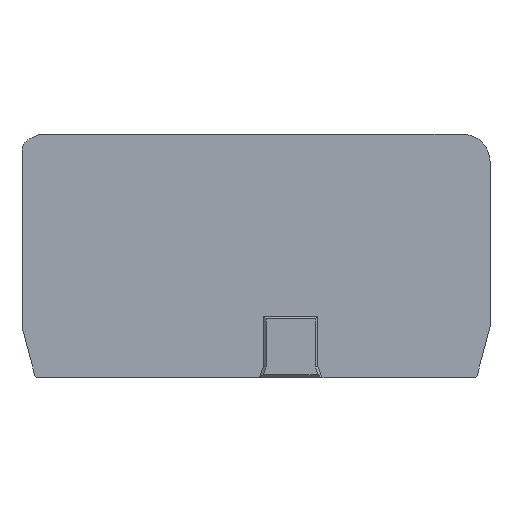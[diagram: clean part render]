
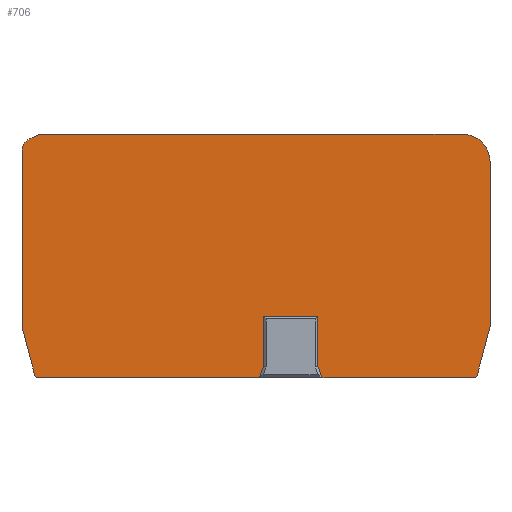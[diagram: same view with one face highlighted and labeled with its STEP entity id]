
A CAD part, front view. The second image highlights one B-rep face of the part: STEP entity #706.
In plain terms, the highlighted planar face has unit normal (0, -1, 0).
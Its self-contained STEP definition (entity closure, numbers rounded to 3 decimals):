
#1=DIRECTION('',(0.,0.,-1.));
#2=VECTOR('',#1,26.099);
#3=CARTESIAN_POINT('',(-34.45,-2.2,15.875));
#4=LINE('',#3,#2);
#5=CARTESIAN_POINT('',(-32.45,-2.2,15.875));
#6=DIRECTION('',(0.,-1.,0.));
#7=DIRECTION('',(-0.422,0.,0.906));
#8=AXIS2_PLACEMENT_3D('',#5,#6,#7);
#10=DIRECTION('',(-0.906,0.,-0.422));
#11=VECTOR('',#10,1.456);
#12=CARTESIAN_POINT('',(-31.974,-2.2,18.303));
#13=LINE('',#12,#11);
#14=CARTESIAN_POINT('',(-31.763,-2.2,17.85));
#15=DIRECTION('',(0.,-1.,0.));
#16=DIRECTION('',(0.,0.,1.));
#17=AXIS2_PLACEMENT_3D('',#14,#15,#16);
#19=DIRECTION('',(-1.,0.,0.));
#20=VECTOR('',#19,62.813);
#21=CARTESIAN_POINT('',(31.05,-2.2,18.35));
#22=LINE('',#21,#20);
#23=CARTESIAN_POINT('',(31.05,-2.2,14.35));
#24=DIRECTION('',(0.,-1.,0.));
#25=DIRECTION('',(1.,0.,0.));
#26=AXIS2_PLACEMENT_3D('',#23,#24,#25);
#28=DIRECTION('',(0.,0.,1.));
#29=VECTOR('',#28,24.573);
#30=CARTESIAN_POINT('',(35.05,-2.2,-10.223));
#31=LINE('',#30,#29);
#32=CARTESIAN_POINT('',(34.55,-2.2,-10.223));
#33=DIRECTION('',(0.,-1.,0.));
#34=DIRECTION('',(0.966,0.,-0.259));
#35=AXIS2_PLACEMENT_3D('',#32,#33,#34);
#37=DIRECTION('',(0.259,0.,0.966));
#38=VECTOR('',#37,7.274);
#39=CARTESIAN_POINT('',(33.15,-2.2,-17.379));
#40=LINE('',#39,#38);
#41=CARTESIAN_POINT('',(32.667,-2.2,-17.25));
#42=DIRECTION('',(0.,-1.,0.));
#43=DIRECTION('',(0.,0.,-1.));
#44=AXIS2_PLACEMENT_3D('',#41,#42,#43);
#46=DIRECTION('',(1.,0.,0.));
#47=VECTOR('',#46,22.567);
#48=CARTESIAN_POINT('',(10.1,-2.2,-17.75));
#49=LINE('',#48,#47);
#50=DIRECTION('',(0.342,0.,-0.94));
#51=VECTOR('',#50,1.756);
#52=CARTESIAN_POINT('',(9.5,-2.2,-16.1));
#53=LINE('',#52,#51);
#54=DIRECTION('',(0.,0.,-1.));
#55=VECTOR('',#54,7.45);
#56=CARTESIAN_POINT('',(9.5,-2.2,-8.65));
#57=LINE('',#56,#55);
#58=DIRECTION('',(1.,0.,0.));
#59=VECTOR('',#58,8.1);
#60=CARTESIAN_POINT('',(1.4,-2.2,-8.65));
#61=LINE('',#60,#59);
#62=DIRECTION('',(0.,0.,1.));
#63=VECTOR('',#62,7.45);
#64=CARTESIAN_POINT('',(1.4,-2.2,-16.1));
#65=LINE('',#64,#63);
#66=DIRECTION('',(0.342,0.,0.94));
#67=VECTOR('',#66,1.756);
#68=CARTESIAN_POINT('',(0.8,-2.2,-17.75));
#69=LINE('',#68,#67);
#70=DIRECTION('',(1.,0.,0.));
#71=VECTOR('',#70,32.867);
#72=CARTESIAN_POINT('',(-32.067,-2.2,-17.75));
#73=LINE('',#72,#71);
#74=CARTESIAN_POINT('',(-32.067,-2.2,-17.25));
#75=DIRECTION('',(0.,-1.,0.));
#76=DIRECTION('',(-0.966,0.,-0.259));
#77=AXIS2_PLACEMENT_3D('',#74,#75,#76);
#79=DIRECTION('',(0.259,0.,-0.966));
#80=VECTOR('',#79,7.274);
#81=CARTESIAN_POINT('',(-34.433,-2.2,-10.353));
#82=LINE('',#81,#80);
#83=CARTESIAN_POINT('',(-33.95,-2.2,-10.223));
#84=DIRECTION('',(0.,-1.,0.));
#85=DIRECTION('',(-1.,0.,0.));
#86=AXIS2_PLACEMENT_3D('',#83,#84,#85);
#507=CARTESIAN_POINT('',(-34.45,-2.2,15.875));
#508=CARTESIAN_POINT('',(-34.45,-2.2,-10.223));
#509=VERTEX_POINT('',#507);
#510=VERTEX_POINT('',#508);
#511=CARTESIAN_POINT('',(-34.433,-2.2,-10.353));
#512=VERTEX_POINT('',#511);
#513=CARTESIAN_POINT('',(-32.55,-2.2,-17.379));
#514=VERTEX_POINT('',#513);
#515=CARTESIAN_POINT('',(-32.067,-2.2,-17.75));
#516=VERTEX_POINT('',#515);
#517=CARTESIAN_POINT('',(0.8,-2.2,-17.75));
#518=VERTEX_POINT('',#517);
#519=CARTESIAN_POINT('',(1.4,-2.2,-16.1));
#520=VERTEX_POINT('',#519);
#521=CARTESIAN_POINT('',(1.4,-2.2,-8.65));
#522=VERTEX_POINT('',#521);
#523=CARTESIAN_POINT('',(9.5,-2.2,-8.65));
#524=VERTEX_POINT('',#523);
#525=CARTESIAN_POINT('',(9.5,-2.2,-16.1));
#526=VERTEX_POINT('',#525);
#527=CARTESIAN_POINT('',(10.1,-2.2,-17.75));
#528=VERTEX_POINT('',#527);
#529=CARTESIAN_POINT('',(32.667,-2.2,-17.75));
#530=VERTEX_POINT('',#529);
#531=CARTESIAN_POINT('',(33.15,-2.2,-17.379));
#532=VERTEX_POINT('',#531);
#533=CARTESIAN_POINT('',(35.033,-2.2,-10.353));
#534=VERTEX_POINT('',#533);
#535=CARTESIAN_POINT('',(35.05,-2.2,-10.223));
#536=VERTEX_POINT('',#535);
#537=CARTESIAN_POINT('',(35.05,-2.2,14.35));
#538=VERTEX_POINT('',#537);
#539=CARTESIAN_POINT('',(31.05,-2.2,18.35));
#540=VERTEX_POINT('',#539);
#541=CARTESIAN_POINT('',(-31.763,-2.2,18.35));
#542=VERTEX_POINT('',#541);
#543=CARTESIAN_POINT('',(-31.974,-2.2,18.303));
#544=VERTEX_POINT('',#543);
#545=CARTESIAN_POINT('',(-33.294,-2.2,17.688));
#546=VERTEX_POINT('',#545);
#659=CARTESIAN_POINT('',(0.,-2.2,0.));
#660=DIRECTION('',(0.,1.,0.));
#661=DIRECTION('',(1.,0.,0.));
#662=AXIS2_PLACEMENT_3D('',#659,#660,#661);
#663=PLANE('',#662);
#665=ORIENTED_EDGE('',*,*,#664,.F.);
#667=ORIENTED_EDGE('',*,*,#666,.F.);
#669=ORIENTED_EDGE('',*,*,#668,.F.);
#671=ORIENTED_EDGE('',*,*,#670,.F.);
#673=ORIENTED_EDGE('',*,*,#672,.F.);
#675=ORIENTED_EDGE('',*,*,#674,.F.);
#677=ORIENTED_EDGE('',*,*,#676,.F.);
#679=ORIENTED_EDGE('',*,*,#678,.F.);
#681=ORIENTED_EDGE('',*,*,#680,.F.);
#683=ORIENTED_EDGE('',*,*,#682,.F.);
#685=ORIENTED_EDGE('',*,*,#684,.F.);
#687=ORIENTED_EDGE('',*,*,#686,.F.);
#689=ORIENTED_EDGE('',*,*,#688,.F.);
#691=ORIENTED_EDGE('',*,*,#690,.F.);
#693=ORIENTED_EDGE('',*,*,#692,.F.);
#695=ORIENTED_EDGE('',*,*,#694,.F.);
#697=ORIENTED_EDGE('',*,*,#696,.F.);
#699=ORIENTED_EDGE('',*,*,#698,.F.);
#701=ORIENTED_EDGE('',*,*,#700,.F.);
#703=ORIENTED_EDGE('',*,*,#702,.F.);
#704=EDGE_LOOP('',(#665,#667,#669,#671,#673,#675,#677,#679,#681,#683,#685,#687,
#689,#691,#693,#695,#697,#699,#701,#703));
#705=FACE_OUTER_BOUND('',#704,.F.);
#9=CIRCLE('',#8,2.);
#18=CIRCLE('',#17,0.5);
#27=CIRCLE('',#26,4.);
#36=CIRCLE('',#35,0.5);
#45=CIRCLE('',#44,0.5);
#78=CIRCLE('',#77,0.5);
#87=CIRCLE('',#86,0.5);
#664=EDGE_CURVE('',#509,#510,#4,.T.);
#666=EDGE_CURVE('',#546,#509,#9,.T.);
#668=EDGE_CURVE('',#544,#546,#13,.T.);
#670=EDGE_CURVE('',#542,#544,#18,.T.);
#672=EDGE_CURVE('',#540,#542,#22,.T.);
#674=EDGE_CURVE('',#538,#540,#27,.T.);
#676=EDGE_CURVE('',#536,#538,#31,.T.);
#678=EDGE_CURVE('',#534,#536,#36,.T.);
#680=EDGE_CURVE('',#532,#534,#40,.T.);
#682=EDGE_CURVE('',#530,#532,#45,.T.);
#684=EDGE_CURVE('',#528,#530,#49,.T.);
#686=EDGE_CURVE('',#526,#528,#53,.T.);
#688=EDGE_CURVE('',#524,#526,#57,.T.);
#690=EDGE_CURVE('',#522,#524,#61,.T.);
#692=EDGE_CURVE('',#520,#522,#65,.T.);
#694=EDGE_CURVE('',#518,#520,#69,.T.);
#696=EDGE_CURVE('',#516,#518,#73,.T.);
#698=EDGE_CURVE('',#514,#516,#78,.T.);
#700=EDGE_CURVE('',#512,#514,#82,.T.);
#702=EDGE_CURVE('',#510,#512,#87,.T.);
#706=ADVANCED_FACE('',(#705),#663,.F.);
